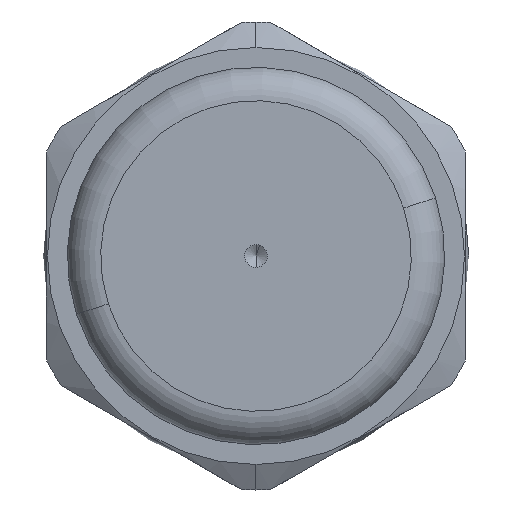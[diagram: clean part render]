
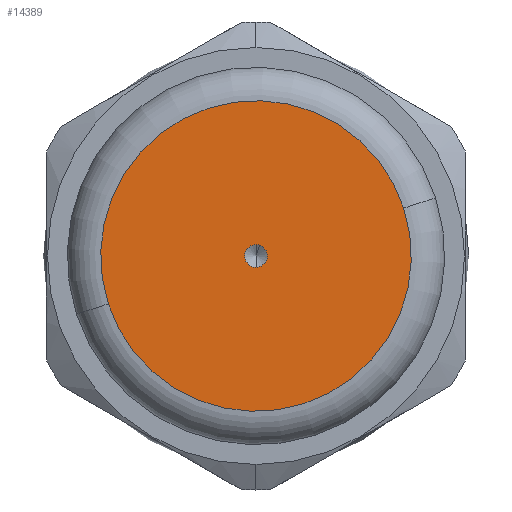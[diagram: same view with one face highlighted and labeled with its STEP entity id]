
A CAD part, left-side view. The second image highlights one B-rep face of the part: STEP entity #14389.
In plain terms, the highlighted planar face has unit normal (-1, 0, 0).
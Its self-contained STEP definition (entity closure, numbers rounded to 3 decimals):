
#19 = PLANE ( 'NONE',  #4814 ) ;
#1466 = VERTEX_POINT ( 'NONE', #7811 ) ;
#2338 = DIRECTION ( 'NONE',  ( 0., -0.951, 0.308 ) ) ;
#2364 = VERTEX_POINT ( 'NONE', #3824 ) ;
#3017 = FACE_OUTER_BOUND ( 'NONE', #15623, .T. ) ;
#3037 = CARTESIAN_POINT ( 'NONE',  ( -23., 0., 0. ) ) ;
#3737 = CARTESIAN_POINT ( 'NONE',  ( -23., 0., 0. ) ) ;
#3824 = CARTESIAN_POINT ( 'NONE',  ( -23., 0.571, -0.185 ) ) ;
#4154 = CIRCLE ( 'NONE', #4230, 8.23 ) ;
#4230 = AXIS2_PLACEMENT_3D ( 'NONE', #17219, #5507, #6615 ) ;
#4814 = AXIS2_PLACEMENT_3D ( 'NONE', #9354, #7988, #9340 ) ;
#4966 = CIRCLE ( 'NONE', #7464, 8.23 ) ;
#5425 = ORIENTED_EDGE ( 'NONE', *, *, #6000, .F. ) ;
#5507 = DIRECTION ( 'NONE',  ( 1., 0., 0. ) ) ;
#5625 = CARTESIAN_POINT ( 'NONE',  ( -23., -7.829, 2.536 ) ) ;
#5686 = VERTEX_POINT ( 'NONE', #5625 ) ;
#6000 = EDGE_CURVE ( 'NONE', #5686, #1466, #4966, .T. ) ;
#6615 = DIRECTION ( 'NONE',  ( 0., -0.951, 0.308 ) ) ;
#7002 = AXIS2_PLACEMENT_3D ( 'NONE', #15223, #7283, #16547 ) ;
#7283 = DIRECTION ( 'NONE',  ( 1., 0., 0. ) ) ;
#7464 = AXIS2_PLACEMENT_3D ( 'NONE', #3037, #11056, #9526 ) ;
#7808 = ORIENTED_EDGE ( 'NONE', *, *, #11147, .F. ) ;
#7811 = CARTESIAN_POINT ( 'NONE',  ( -23., 7.829, -2.536 ) ) ;
#7988 = DIRECTION ( 'NONE',  ( -1., 0., 0. ) ) ;
#8222 = CIRCLE ( 'NONE', #16714, 0.6 ) ;
#9340 = DIRECTION ( 'NONE',  ( 0., 0.951, -0.308 ) ) ;
#9354 = CARTESIAN_POINT ( 'NONE',  ( -23., -0.571, 0.185 ) ) ;
#9493 = FACE_BOUND ( 'NONE', #12680, .T. ) ;
#9526 = DIRECTION ( 'NONE',  ( 0., -0.951, 0.308 ) ) ;
#10175 = EDGE_CURVE ( 'NONE', #2364, #17239, #16423, .T. ) ;
#11056 = DIRECTION ( 'NONE',  ( 1., 0., 0. ) ) ;
#11120 = ORIENTED_EDGE ( 'NONE', *, *, #14912, .T. ) ;
#11147 = EDGE_CURVE ( 'NONE', #1466, #5686, #4154, .T. ) ;
#11464 = DIRECTION ( 'NONE',  ( 1., 0., 0. ) ) ;
#12497 = ORIENTED_EDGE ( 'NONE', *, *, #10175, .T. ) ;
#12680 = EDGE_LOOP ( 'NONE', ( #11120, #12497 ) ) ;
#14389 = ADVANCED_FACE ( 'NONE', ( #9493, #3017 ), #19, .T. ) ;
#14912 = EDGE_CURVE ( 'NONE', #17239, #2364, #8222, .T. ) ;
#15223 = CARTESIAN_POINT ( 'NONE',  ( -23., 0., 0. ) ) ;
#15623 = EDGE_LOOP ( 'NONE', ( #5425, #7808 ) ) ;
#16423 = CIRCLE ( 'NONE', #7002, 0.6 ) ;
#16547 = DIRECTION ( 'NONE',  ( 0., -0.951, 0.308 ) ) ;
#16714 = AXIS2_PLACEMENT_3D ( 'NONE', #3737, #11464, #2338 ) ;
#16915 = CARTESIAN_POINT ( 'NONE',  ( -23., -0.571, 0.185 ) ) ;
#17219 = CARTESIAN_POINT ( 'NONE',  ( -23., 0., 0. ) ) ;
#17239 = VERTEX_POINT ( 'NONE', #16915 ) ;
